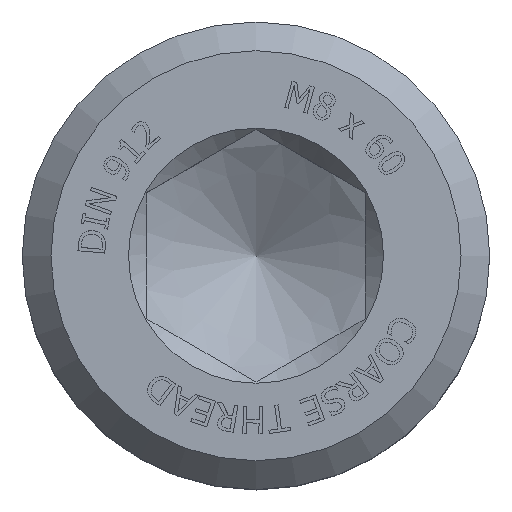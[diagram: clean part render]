
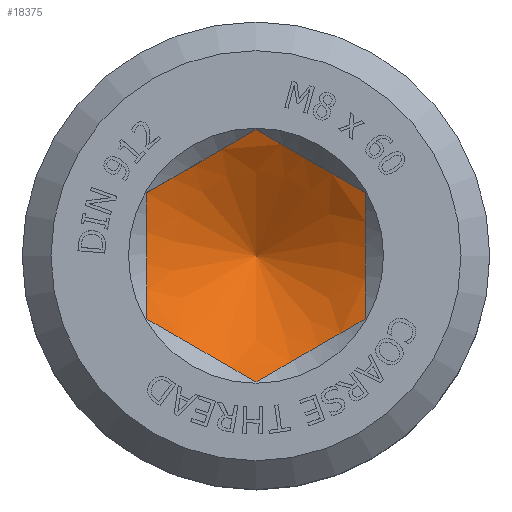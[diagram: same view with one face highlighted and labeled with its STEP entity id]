
A CAD part, top view. The second image highlights one B-rep face of the part: STEP entity #18375.
In plain terms, the highlighted conical face has half-angle 60 degrees and reference radius 2.6 mm.
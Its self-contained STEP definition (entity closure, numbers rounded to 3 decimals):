
#18003=CARTESIAN_POINT('',(0.,3.51,-4.0));
#18004=VERTEX_POINT('',#18003);
#18011=CARTESIAN_POINT('',(3.04,1.755,-4.0));
#18012=VERTEX_POINT('',#18011);
#18013=CARTESIAN_POINT('',(3.04,1.755,-4.0));
#18014=CARTESIAN_POINT('',(1.52,2.633,-4.507));
#18015=CARTESIAN_POINT('',(0.,3.51,-4.0));
#18023=(BOUNDED_CURVE()B_SPLINE_CURVE(2,(#18013,#18014,#18015),.UNSPECIFIED.,.F.,.U.)B_SPLINE_CURVE_WITH_KNOTS((3,3),(0.21,0.67),.UNSPECIFIED.)CURVE()GEOMETRIC_REPRESENTATION_ITEM()RATIONAL_B_SPLINE_CURVE((1.258,1.453,1.258))REPRESENTATION_ITEM(''));
#18024=EDGE_CURVE('',#18012,#18004,#18023,.T.);
#18041=CARTESIAN_POINT('',(-3.04,1.755,-4.0));
#18042=VERTEX_POINT('',#18041);
#18049=CARTESIAN_POINT('',(0.,3.51,-4.0));
#18050=CARTESIAN_POINT('',(-1.52,2.633,-4.507));
#18051=CARTESIAN_POINT('',(-3.04,1.755,-4.0));
#18059=(BOUNDED_CURVE()B_SPLINE_CURVE(2,(#18049,#18050,#18051),.UNSPECIFIED.,.F.,.U.)B_SPLINE_CURVE_WITH_KNOTS((3,3),(0.21,0.67),.UNSPECIFIED.)CURVE()GEOMETRIC_REPRESENTATION_ITEM()RATIONAL_B_SPLINE_CURVE((1.258,1.453,1.258))REPRESENTATION_ITEM(''));
#18060=EDGE_CURVE('',#18004,#18042,#18059,.T.);
#18072=CARTESIAN_POINT('',(-3.04,-1.755,-4.0));
#18073=VERTEX_POINT('',#18072);
#18080=CARTESIAN_POINT('',(-3.04,1.755,-4.0));
#18081=CARTESIAN_POINT('',(-3.04,0.,-4.507));
#18082=CARTESIAN_POINT('',(-3.04,-1.755,-4.0));
#18090=(BOUNDED_CURVE()B_SPLINE_CURVE(2,(#18080,#18081,#18082),.UNSPECIFIED.,.F.,.U.)B_SPLINE_CURVE_WITH_KNOTS((3,3),(0.21,0.67),.UNSPECIFIED.)CURVE()GEOMETRIC_REPRESENTATION_ITEM()RATIONAL_B_SPLINE_CURVE((1.258,1.453,1.258))REPRESENTATION_ITEM(''));
#18091=EDGE_CURVE('',#18042,#18073,#18090,.T.);
#18103=CARTESIAN_POINT('',(0.,-3.51,-4.0));
#18104=VERTEX_POINT('',#18103);
#18111=CARTESIAN_POINT('',(-3.04,-1.755,-4.0));
#18112=CARTESIAN_POINT('',(-1.52,-2.633,-4.507));
#18113=CARTESIAN_POINT('',(0.,-3.51,-4.0));
#18121=(BOUNDED_CURVE()B_SPLINE_CURVE(2,(#18111,#18112,#18113),.UNSPECIFIED.,.F.,.U.)B_SPLINE_CURVE_WITH_KNOTS((3,3),(0.21,0.67),.UNSPECIFIED.)CURVE()GEOMETRIC_REPRESENTATION_ITEM()RATIONAL_B_SPLINE_CURVE((1.258,1.453,1.258))REPRESENTATION_ITEM(''));
#18122=EDGE_CURVE('',#18073,#18104,#18121,.T.);
#18134=CARTESIAN_POINT('',(3.04,-1.755,-4.));
#18135=VERTEX_POINT('',#18134);
#18142=CARTESIAN_POINT('',(0.,-3.51,-4.0));
#18143=CARTESIAN_POINT('',(1.52,-2.633,-4.507));
#18144=CARTESIAN_POINT('',(3.04,-1.755,-4.));
#18152=(BOUNDED_CURVE()B_SPLINE_CURVE(2,(#18142,#18143,#18144),.UNSPECIFIED.,.F.,.U.)B_SPLINE_CURVE_WITH_KNOTS((3,3),(0.21,0.67),.UNSPECIFIED.)CURVE()GEOMETRIC_REPRESENTATION_ITEM()RATIONAL_B_SPLINE_CURVE((1.258,1.453,1.258))REPRESENTATION_ITEM(''));
#18153=EDGE_CURVE('',#18104,#18135,#18152,.T.);
#18166=CARTESIAN_POINT('',(3.04,-1.755,-4.));
#18167=CARTESIAN_POINT('',(3.04,0.,-4.507));
#18168=CARTESIAN_POINT('',(3.04,1.755,-4.0));
#18176=(BOUNDED_CURVE()B_SPLINE_CURVE(2,(#18166,#18167,#18168),.UNSPECIFIED.,.F.,.U.)B_SPLINE_CURVE_WITH_KNOTS((3,3),(0.21,0.67),.UNSPECIFIED.)CURVE()GEOMETRIC_REPRESENTATION_ITEM()RATIONAL_B_SPLINE_CURVE((1.258,1.453,1.258))REPRESENTATION_ITEM(''));
#18177=EDGE_CURVE('',#18135,#18012,#18176,.T.);
#18362=CARTESIAN_POINT('',(0.0,0.,-4.526));
#18363=DIRECTION('',(0.0,0.,1.0));
#18364=DIRECTION('',(0.0,1.0,0.0));
#18365=AXIS2_PLACEMENT_3D('',#18362,#18363,#18364);
#18366=CONICAL_SURFACE('',#18365,2.6,60.);
#18367=ORIENTED_EDGE('',*,*,#18091,.T.);
#18368=ORIENTED_EDGE('',*,*,#18122,.T.);
#18369=ORIENTED_EDGE('',*,*,#18153,.T.);
#18370=ORIENTED_EDGE('',*,*,#18177,.T.);
#18371=ORIENTED_EDGE('',*,*,#18024,.T.);
#18372=ORIENTED_EDGE('',*,*,#18060,.T.);
#18373=EDGE_LOOP('',(#18367,#18368,#18369,#18370,#18371,#18372));
#18374=FACE_OUTER_BOUND('',#18373,.T.);
#18375=ADVANCED_FACE('',(#18374),#18366,.F.);
